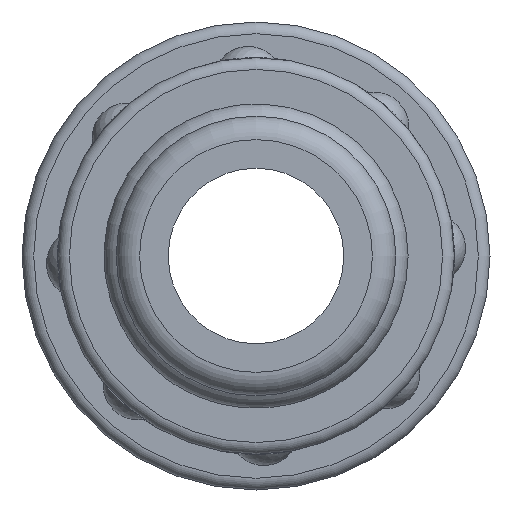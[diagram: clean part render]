
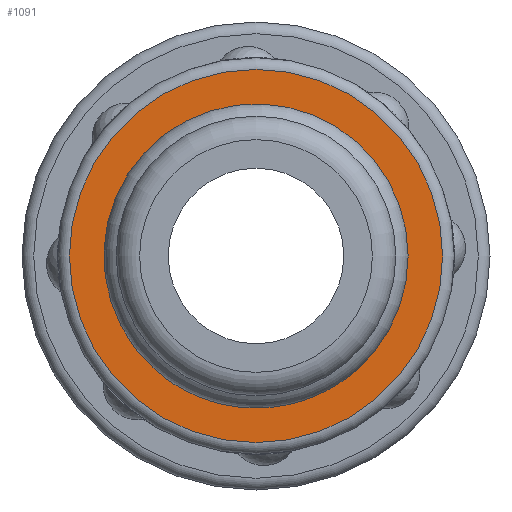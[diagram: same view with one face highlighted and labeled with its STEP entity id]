
A CAD part, left-side view. The second image highlights one B-rep face of the part: STEP entity #1091.
In plain terms, the highlighted planar face has unit normal (-1, 0, 0).
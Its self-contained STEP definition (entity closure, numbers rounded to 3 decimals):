
#65=FACE_BOUND('',#209,.T.);
#80=PLANE('',#1224);
#124=FACE_OUTER_BOUND('',#208,.T.);
#208=EDGE_LOOP('',(#801));
#209=EDGE_LOOP('',(#802));
#368=CIRCLE('',#1166,5.975);
#398=CIRCLE('',#1210,7.975);
#456=VERTEX_POINT('',#1703);
#480=VERTEX_POINT('',#1776);
#554=EDGE_CURVE('',#456,#456,#368,.T.);
#589=EDGE_CURVE('',#480,#480,#398,.T.);
#801=ORIENTED_EDGE('',*,*,#589,.F.);
#802=ORIENTED_EDGE('',*,*,#554,.F.);
#1091=ADVANCED_FACE('',(#124,#65),#80,.T.);
#1166=AXIS2_PLACEMENT_3D('',#1704,#1337,#1338);
#1210=AXIS2_PLACEMENT_3D('',#1777,#1430,#1431);
#1224=AXIS2_PLACEMENT_3D('',#2090,#1461,#1462);
#1337=DIRECTION('center_axis',(-1.,0.,0.));
#1338=DIRECTION('ref_axis',(0.,1.,0.));
#1430=DIRECTION('center_axis',(1.,0.,0.));
#1431=DIRECTION('ref_axis',(0.,0.,
-1.));
#1461=DIRECTION('center_axis',(-1.,0.,0.));
#1462=DIRECTION('ref_axis',(0.,-1.,0.));
#1703=CARTESIAN_POINT('',(8.575,-5.975,0.));
#1704=CARTESIAN_POINT('Origin',(8.575,0.,0.));
#1776=CARTESIAN_POINT('',(8.575,7.975,0.));
#1777=CARTESIAN_POINT('Origin',(8.575,0.,0.));
#2090=CARTESIAN_POINT('Origin',(8.575,0.,
6.75));
